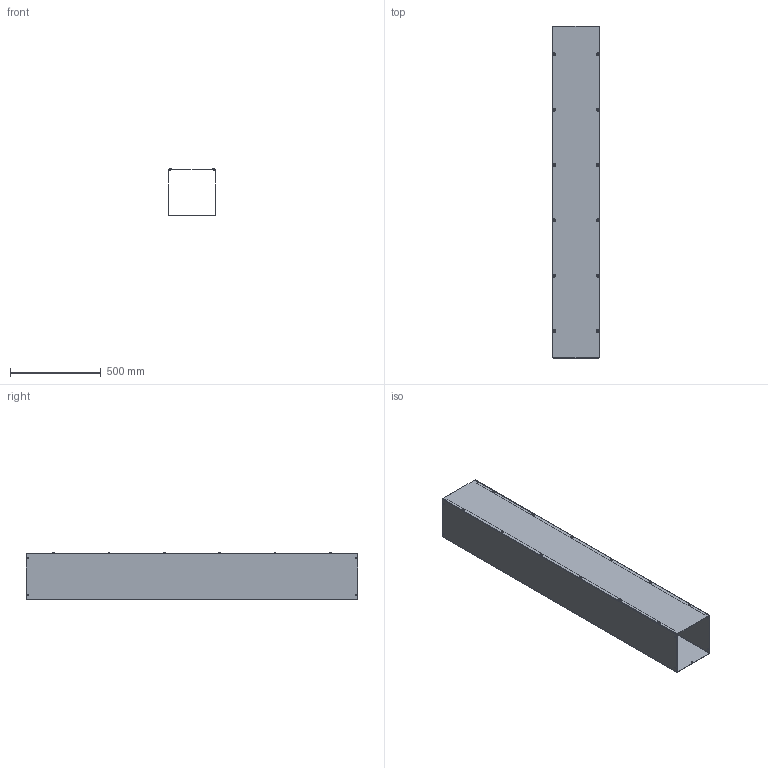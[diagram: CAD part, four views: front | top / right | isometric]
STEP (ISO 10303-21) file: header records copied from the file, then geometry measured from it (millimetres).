
FILE_DESCRIPTION (( 'STEP AP203' ), '1' );
FILE_NAME ('CWSC1072NK.step', '2024-04-25T15:19:50', ( '' ), ( '' ), 'SwSTEP 2.0', 'SolidWorks 2023', '' );
FILE_SCHEMA (( 'CONFIG_CONTROL_DESIGN' ));
Length unit declared in the file: inch
Products named in the file (1): CWSC1072NK
Bounding box: 257.66 x 1828.8 x 262.25 mm (x, y, z)
Volume: 3590919.2 mm3; surface area: 3868349.3 mm2
Topology: 14 solids, 14 shells, 428 faces, 1092 edges, 704 vertices
Faces by surface type: plane 208, cylinder 148, bspline 48, cone 24
Entity records: 15373 total; most frequent: CARTESIAN_POINT 4937, ORIENTED_EDGE 2184, DIRECTION 2126, EDGE_CURVE 1092, AXIS2_PLACEMENT_3D 773, VERTEX_POINT 704, VECTOR 580, LINE 580
